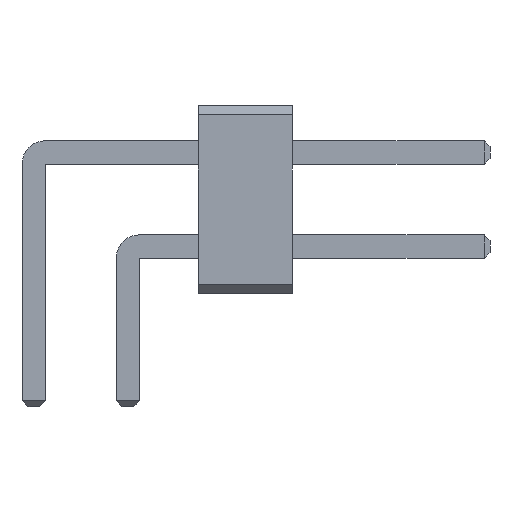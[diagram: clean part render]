
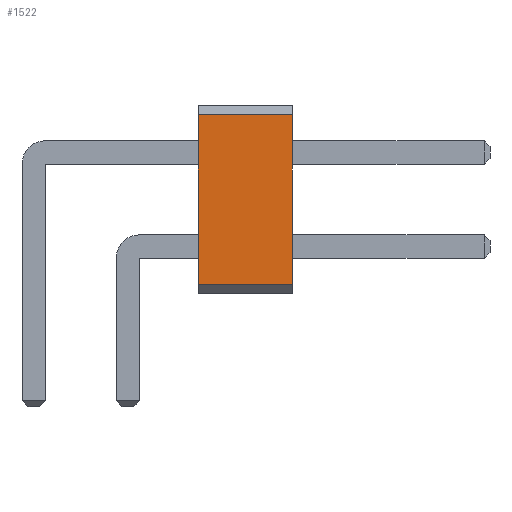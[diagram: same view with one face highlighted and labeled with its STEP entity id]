
A CAD part, front view. The second image highlights one B-rep face of the part: STEP entity #1522.
In plain terms, the highlighted planar face has unit normal (0, -1, 0).
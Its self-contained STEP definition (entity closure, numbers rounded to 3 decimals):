
#13=DIRECTION('',(0.,0.,1.));
#27=VECTOR('',#28,1.);
#28=DIRECTION('',(1.,0.,0.));
#57=DIRECTION('',(0.,-1.,0.));
#1509=VERTEX_POINT('',#1510);
#1510=CARTESIAN_POINT('',(5.5,-51.,0.2));
#1513=EDGE_CURVE('',#1514,#1509,#1516,.T.);
#1514=VERTEX_POINT('',#1515);
#1515=CARTESIAN_POINT('',(3.5,-51.,0.2));
#1516=LINE('',#1515,#27);
#1522=ADVANCED_FACE('',(#1523),#1540,.T.);
#1523=FACE_BOUND('',#1524,.T.);
#1524=EDGE_LOOP('',(#1525,#1526,#1532,#1537));
#1525=ORIENTED_EDGE('',*,*,#1513,.T.);
#1526=ORIENTED_EDGE('',*,*,#1527,.T.);
#1527=EDGE_CURVE('',#1509,#1528,#1530,.T.);
#1528=VERTEX_POINT('',#1529);
#1529=CARTESIAN_POINT('',(5.5,-51.,3.8));
#1530=LINE('',#1510,#1531);
#1531=VECTOR('',#13,1.);
#1532=ORIENTED_EDGE('',*,*,#1533,.F.);
#1533=EDGE_CURVE('',#1534,#1528,#1536,.T.);
#1534=VERTEX_POINT('',#1535);
#1535=CARTESIAN_POINT('',(3.5,-51.,3.8));
#1536=LINE('',#1535,#27);
#1537=ORIENTED_EDGE('',*,*,#1538,.F.);
#1538=EDGE_CURVE('',#1514,#1534,#1539,.T.);
#1539=LINE('',#1515,#1531);
#1540=PLANE('',#1541);
#1541=AXIS2_PLACEMENT_3D('',#1515,#57,#13);
